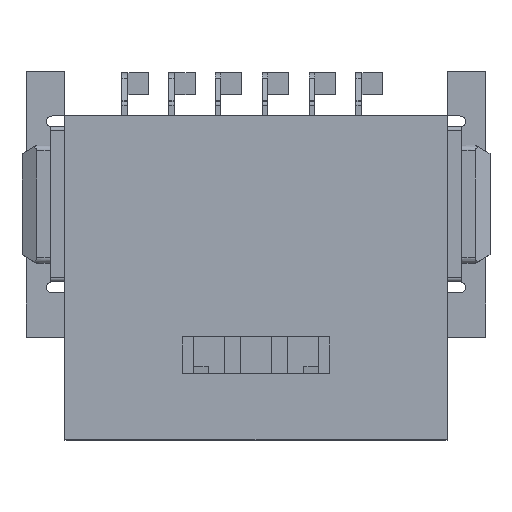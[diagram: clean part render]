
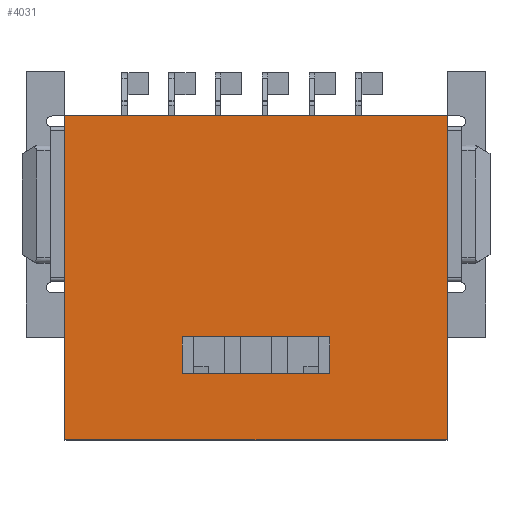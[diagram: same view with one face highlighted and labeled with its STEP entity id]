
A CAD part, top view. The second image highlights one B-rep face of the part: STEP entity #4031.
In plain terms, the highlighted planar face has unit normal (0, 0, 1).
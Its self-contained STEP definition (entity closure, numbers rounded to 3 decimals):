
#2658=CARTESIAN_POINT('',(5.185,-0.235,4.25));
#2659=VERTEX_POINT('',#2658);
#2666=CARTESIAN_POINT('',(5.185,-9.035,4.25));
#2667=VERTEX_POINT('',#2666);
#2668=CARTESIAN_POINT('',(5.185,-0.235,4.25));
#2669=DIRECTION('',(0.0,-1.0,0.0));
#2670=VECTOR('',#2669,8.8);
#2671=LINE('',#2668,#2670);
#2672=EDGE_CURVE('',#2659,#2667,#2671,.T.);
#3934=CARTESIAN_POINT('',(-5.185,-0.235,4.25));
#3935=VERTEX_POINT('',#3934);
#3942=CARTESIAN_POINT('',(-5.185,-0.235,4.25));
#3943=DIRECTION('',(1.0,0.0,0.0));
#3944=VECTOR('',#3943,10.37);
#3945=LINE('',#3942,#3944);
#3946=EDGE_CURVE('',#3935,#2659,#3945,.T.);
#3974=CARTESIAN_POINT('',(5.703,-9.475,4.25));
#3975=DIRECTION('',(0.0,0.0,-1.0));
#3976=DIRECTION('',(-1.0,0.0,0.0));
#3977=AXIS2_PLACEMENT_3D('',#3974,#3975,#3976);
#3978=PLANE('',#3977);
#3979=CARTESIAN_POINT('',(-5.185,-9.035,4.25));
#3980=VERTEX_POINT('',#3979);
#3981=CARTESIAN_POINT('',(-5.185,-0.235,4.25));
#3982=DIRECTION('',(0.0,-1.0,0.0));
#3983=VECTOR('',#3982,8.8);
#3984=LINE('',#3981,#3983);
#3985=EDGE_CURVE('',#3935,#3980,#3984,.T.);
#3986=ORIENTED_EDGE('',*,*,#3985,.T.);
#3987=CARTESIAN_POINT('',(-5.185,-9.035,4.25));
#3988=DIRECTION('',(1.0,0.0,0.0));
#3989=VECTOR('',#3988,10.37);
#3990=LINE('',#3987,#3989);
#3991=EDGE_CURVE('',#3980,#2667,#3990,.T.);
#3992=ORIENTED_EDGE('',*,*,#3991,.T.);
#3993=ORIENTED_EDGE('',*,*,#2672,.F.);
#3994=ORIENTED_EDGE('',*,*,#3946,.F.);
#3995=EDGE_LOOP('',(#3986,#3992,#3993,#3994));
#3996=FACE_OUTER_BOUND('',#3995,.T.);
#3997=CARTESIAN_POINT('',(2.,-7.235,4.25));
#3998=VERTEX_POINT('',#3997);
#3999=CARTESIAN_POINT('',(2.,-6.235,4.25));
#4000=VERTEX_POINT('',#3999);
#4001=CARTESIAN_POINT('',(2.,-7.235,4.25));
#4002=DIRECTION('',(0.0,1.0,0.0));
#4003=VECTOR('',#4002,1.0);
#4004=LINE('',#4001,#4003);
#4005=EDGE_CURVE('',#3998,#4000,#4004,.T.);
#4006=ORIENTED_EDGE('',*,*,#4005,.F.);
#4007=CARTESIAN_POINT('',(-2.,-7.235,4.25));
#4008=VERTEX_POINT('',#4007);
#4009=CARTESIAN_POINT('',(-2.,-7.235,4.25));
#4010=DIRECTION('',(1.0,0.0,0.0));
#4011=VECTOR('',#4010,4.0);
#4012=LINE('',#4009,#4011);
#4013=EDGE_CURVE('',#4008,#3998,#4012,.T.);
#4014=ORIENTED_EDGE('',*,*,#4013,.F.);
#4015=CARTESIAN_POINT('',(-2.,-6.235,4.25));
#4016=VERTEX_POINT('',#4015);
#4017=CARTESIAN_POINT('',(-2.,-6.235,4.25));
#4018=DIRECTION('',(0.0,-1.0,0.0));
#4019=VECTOR('',#4018,1.0);
#4020=LINE('',#4017,#4019);
#4021=EDGE_CURVE('',#4016,#4008,#4020,.T.);
#4022=ORIENTED_EDGE('',*,*,#4021,.F.);
#4023=CARTESIAN_POINT('',(2.,-6.235,4.25));
#4024=DIRECTION('',(-1.0,0.0,0.0));
#4025=VECTOR('',#4024,4.);
#4026=LINE('',#4023,#4025);
#4027=EDGE_CURVE('',#4000,#4016,#4026,.T.);
#4028=ORIENTED_EDGE('',*,*,#4027,.F.);
#4029=EDGE_LOOP('',(#4006,#4014,#4022,#4028));
#4030=FACE_BOUND('',#4029,.T.);
#4031=ADVANCED_FACE('',(#3996,#4030),#3978,.F.);
